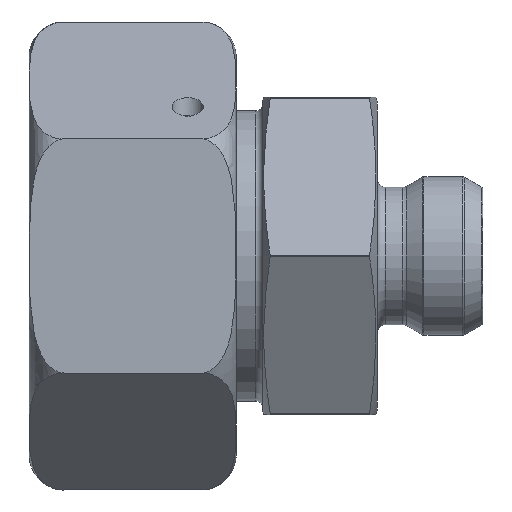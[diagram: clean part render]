
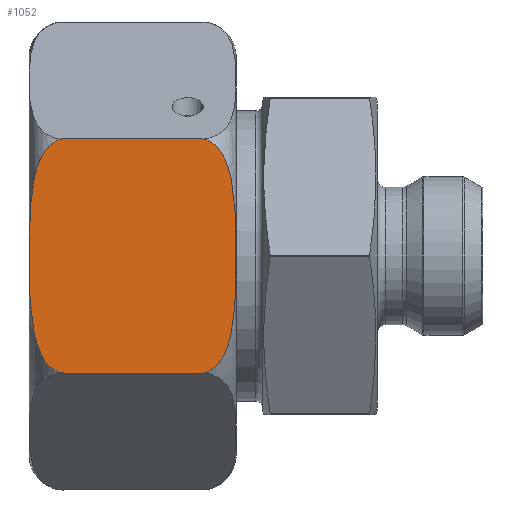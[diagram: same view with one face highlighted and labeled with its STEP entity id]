
A CAD part, front view. The second image highlights one B-rep face of the part: STEP entity #1052.
In plain terms, the highlighted planar face has unit normal (0, -1, 0).
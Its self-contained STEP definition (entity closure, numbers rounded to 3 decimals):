
#796=PLANE('',#5397);
#1052=ADVANCED_FACE('',(#1301),#796,.F.);
#1301=FACE_OUTER_BOUND('',#1636,.T.);
#1636=EDGE_LOOP('',(#2683,#2684,#2685,#2686));
#2081=B_SPLINE_CURVE_WITH_KNOTS('',3,(#8090,#8091,#8092,#8093,#8094,#8095,
#8096,#8097,#8098,#8099,#8100,#8101,#8102,#8103,#8104,#8105,#8106,#8107),
 .UNSPECIFIED.,.F.,.F.,(4,2,2,2,2,2,2,2,4),(0.,0.063,0.125,0.25,0.5,0.75,
0.875,0.938,1.),.UNSPECIFIED.);
#2086=B_SPLINE_CURVE_WITH_KNOTS('',3,(#8185,#8186,#8187,#8188,#8189,#8190,
#8191,#8192,#8193,#8194,#8195,#8196,#8197,#8198,#8199,#8200,#8201,#8202),
 .UNSPECIFIED.,.F.,.F.,(4,2,2,2,2,2,2,2,4),(0.,0.062,0.125,
0.25,0.5,0.75,0.875,0.938,1.),.UNSPECIFIED.);
#2683=ORIENTED_EDGE('',*,*,#4233,.T.);
#2684=ORIENTED_EDGE('',*,*,#4434,.T.);
#2685=ORIENTED_EDGE('',*,*,#4454,.F.);
#2686=ORIENTED_EDGE('',*,*,#4439,.T.);
#3743=VERTEX_POINT('',#6883);
#3744=VERTEX_POINT('',#6885);
#3944=VERTEX_POINT('',#8108);
#3948=VERTEX_POINT('',#8203);
#4233=EDGE_CURVE('',#3744,#3743,#4858,.T.);
#4434=EDGE_CURVE('',#3743,#3944,#2081,.T.);
#4439=EDGE_CURVE('',#3948,#3744,#2086,.T.);
#4454=EDGE_CURVE('',#3948,#3944,#4859,.T.);
#4858=LINE('',#6884,#5066);
#4859=LINE('',#8306,#5067);
#5066=VECTOR('',#5796,1.);
#5067=VECTOR('',#5853,1.);
#5397=AXIS2_PLACEMENT_3D('',#8307,#5854,#5855);
#5796=DIRECTION('',(-1.,0.,0.));
#5853=DIRECTION('',(-1.,0.,0.));
#5854=DIRECTION('',(0.,1.,0.));
#5855=DIRECTION('',(0.,0.,1.));
#6883=CARTESIAN_POINT('',(3.765,-23.,13.279));
#6884=CARTESIAN_POINT('',(25.,-23.,13.279));
#6885=CARTESIAN_POINT('',(19.735,-23.,13.279));
#8090=CARTESIAN_POINT('',(3.765,-23.,13.279));
#8091=CARTESIAN_POINT('',(3.147,-23.,13.206));
#8092=CARTESIAN_POINT('',(2.594,-23.,12.842));
#8093=CARTESIAN_POINT('',(1.757,-23.,11.937));
#8094=CARTESIAN_POINT('',(1.444,-23.,11.389));
#8095=CARTESIAN_POINT('',(0.71,-23.,9.7));
#8096=CARTESIAN_POINT('',(0.468,-23.,8.474));
#8097=CARTESIAN_POINT('',(0.008,-23.,4.851));
#8098=CARTESIAN_POINT('',(0.023,-23.,2.409));
#8099=CARTESIAN_POINT('',(0.024,-23.,-2.461));
#8100=CARTESIAN_POINT('',(0.008,-23.,-4.898));
#8101=CARTESIAN_POINT('',(0.478,-23.,-8.527));
#8102=CARTESIAN_POINT('',(0.718,-23.,-9.73));
#8103=CARTESIAN_POINT('',(1.457,-23.,-11.414));
#8104=CARTESIAN_POINT('',(1.772,-23.,-11.957));
#8105=CARTESIAN_POINT('',(2.606,-23.,-12.85));
#8106=CARTESIAN_POINT('',(3.159,-23.,-13.208));
#8107=CARTESIAN_POINT('',(3.765,-23.,-13.279));
#8108=CARTESIAN_POINT('',(3.765,-23.,-13.279));
#8185=CARTESIAN_POINT('',(19.735,-23.,-13.279));
#8186=CARTESIAN_POINT('',(20.353,-23.,-13.206));
#8187=CARTESIAN_POINT('',(20.906,-23.,-12.842));
#8188=CARTESIAN_POINT('',(21.743,-23.,-11.937));
#8189=CARTESIAN_POINT('',(22.056,-23.,-11.389));
#8190=CARTESIAN_POINT('',(22.79,-23.,-9.7));
#8191=CARTESIAN_POINT('',(23.032,-23.,-8.474));
#8192=CARTESIAN_POINT('',(23.492,-23.,-4.851));
#8193=CARTESIAN_POINT('',(23.477,-23.,-2.409));
#8194=CARTESIAN_POINT('',(23.476,-23.,2.461));
#8195=CARTESIAN_POINT('',(23.492,-23.,4.898));
#8196=CARTESIAN_POINT('',(23.022,-23.,8.527));
#8197=CARTESIAN_POINT('',(22.782,-23.,9.73));
#8198=CARTESIAN_POINT('',(22.043,-23.,11.414));
#8199=CARTESIAN_POINT('',(21.728,-23.,11.957));
#8200=CARTESIAN_POINT('',(20.894,-23.,12.85));
#8201=CARTESIAN_POINT('',(20.341,-23.,13.208));
#8202=CARTESIAN_POINT('',(19.735,-23.,13.279));
#8203=CARTESIAN_POINT('',(19.735,-23.,-13.279));
#8306=CARTESIAN_POINT('',(25.,-23.,-13.279));
#8307=CARTESIAN_POINT('',(25.,-23.,13.279));
